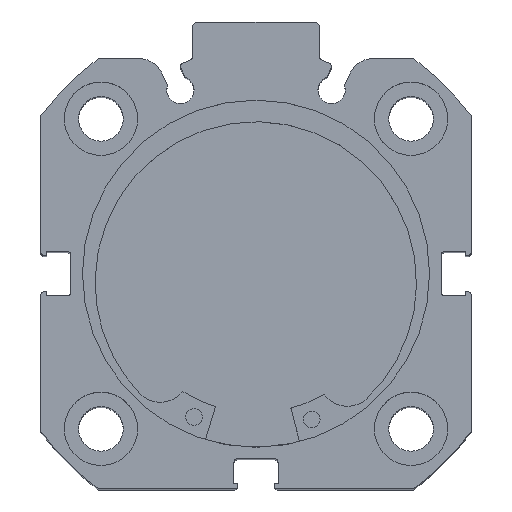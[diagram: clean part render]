
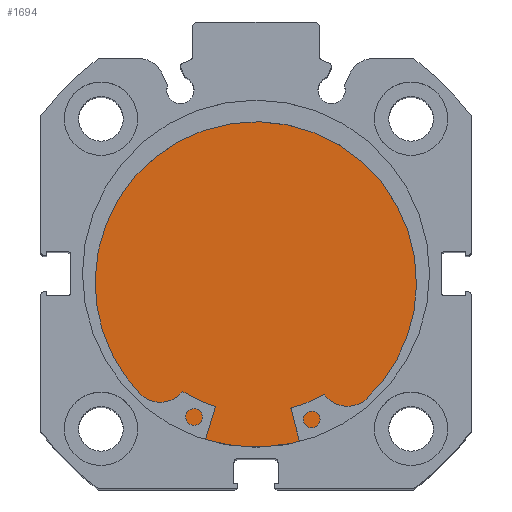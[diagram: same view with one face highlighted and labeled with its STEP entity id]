
A CAD part, top view. The second image highlights one B-rep face of the part: STEP entity #1694.
In plain terms, the highlighted face is planar.
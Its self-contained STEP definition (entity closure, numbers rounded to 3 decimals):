
#524 = ORIENTED_EDGE ( 'NONE', *, *, #3111, .F. ) ;
#525 = ORIENTED_EDGE ( 'NONE', *, *, #3122, .F. ) ;
#1128 = FACE_OUTER_BOUND ( 'NONE', #2580, .T. ) ;
#1694 = ADVANCED_FACE ( 'NONE', ( #1128 ), #4774, .F. ) ;
#2087 = CARTESIAN_POINT ( 'NONE',  ( 9., 0., 26. ) ) ;
#2088 = CARTESIAN_POINT ( 'NONE',  ( 9., 0., -26. ) ) ;
#2580 = EDGE_LOOP ( 'NONE', ( #525, #524 ) ) ;
#3111 = EDGE_CURVE ( 'NONE', #3892, #3891, #6284, .T. ) ;
#3122 = EDGE_CURVE ( 'NONE', #3891, #3892, #6299, .T. ) ;
#3637 = AXIS2_PLACEMENT_3D ( 'NONE', #4773, #4776, #4777 ) ;
#3791 = AXIS2_PLACEMENT_3D ( 'NONE', #5463, #5464, #5465 ) ;
#3797 = AXIS2_PLACEMENT_3D ( 'NONE', #5490, #5495, #5496 ) ;
#3891 = VERTEX_POINT ( 'NONE', #2087 ) ;
#3892 = VERTEX_POINT ( 'NONE', #2088 ) ;
#4773 = CARTESIAN_POINT ( 'NONE',  ( 9., 26., 0. ) ) ;
#4774 = PLANE ( 'NONE',  #3637 ) ;
#4776 = DIRECTION ( 'NONE',  ( -1., 0., 0. ) ) ;
#4777 = DIRECTION ( 'NONE',  ( 0., 0., 1. ) ) ;
#5463 = CARTESIAN_POINT ( 'NONE',  ( 9., 0., 0. ) ) ;
#5464 = DIRECTION ( 'NONE',  ( -1., 0., 0. ) ) ;
#5465 = DIRECTION ( 'NONE',  ( 0., 0., 1. ) ) ;
#5490 = CARTESIAN_POINT ( 'NONE',  ( 9., 0., 0. ) ) ;
#5495 = DIRECTION ( 'NONE',  ( -1., 0., 0. ) ) ;
#5496 = DIRECTION ( 'NONE',  ( 0., 0., 1. ) ) ;
#6284 = CIRCLE ( 'NONE', #3791, 26. ) ;
#6299 = CIRCLE ( 'NONE', #3797, 26. ) ;
